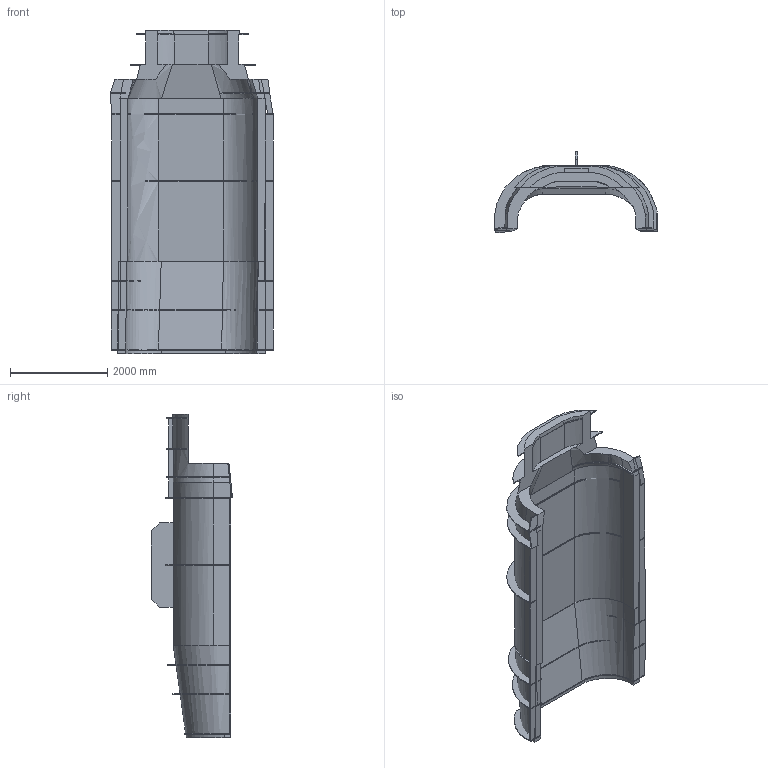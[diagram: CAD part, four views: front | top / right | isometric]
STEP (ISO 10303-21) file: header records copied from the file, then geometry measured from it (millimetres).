
FILE_DESCRIPTION (( 'STEP AP214' ), '1' );
FILE_NAME ('cover_cutting.STEP', '2021-04-02T06:23:28', ( '' ), ( '' ), 'SwSTEP 2.0', 'SolidWorks 2017', '' );
FILE_SCHEMA (( 'AUTOMOTIVE_DESIGN' ));
Length unit declared in the file: millimetre
Products named in the file (1): cover_cutting
Bounding box: 3360.11 x 1667.3 x 6650 mm (x, y, z)
Volume: 4530779202 mm3; surface area: 78086921.3 mm2
Topology: 15 solids, 15 shells, 308 faces, 806 edges, 528 vertices
Faces by surface type: plane 235, bspline 73
Entity records: 11903 total; most frequent: CARTESIAN_POINT 4805, ORIENTED_EDGE 1612, DIRECTION 1061, EDGE_CURVE 806, VECTOR 589, LINE 589, VERTEX_POINT 528, EDGE_LOOP 312
